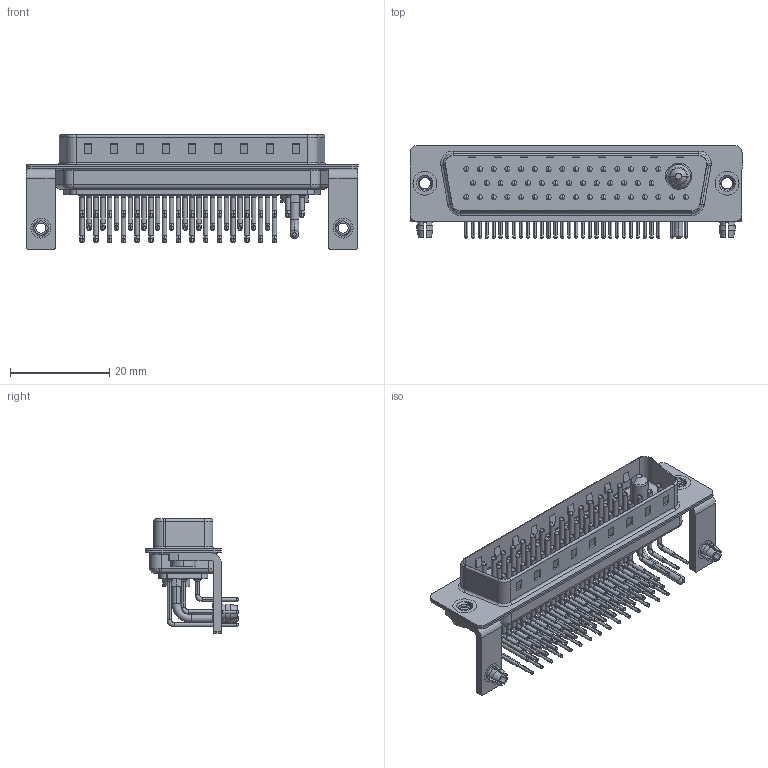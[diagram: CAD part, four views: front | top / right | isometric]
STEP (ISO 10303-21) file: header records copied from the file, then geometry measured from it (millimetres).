
FILE_DESCRIPTION (( 'STEP AP203' ), '1' );
FILE_NAME ('629-47W1640-1TB.STEP', '2022-05-19T04:40:29', ( '' ), ( '' ), 'SwSTEP 2.0', 'SolidWorks 2020', '' );
FILE_SCHEMA (( 'CONFIG_CONTROL_DESIGN' ));
Length unit declared in the file: millimetre
Products named in the file (11): 629Combo Contact Row 1_50 Contacts; 629Combo Board Lock_50 Contacts; 629Combo Housing_47W1; 629-47W1640-1TB; 629Combo Contact Row 3; Power Pin_10A RA 50; 629Combo Threaded Rivet_2; 629Combo Shell Rear_50 Contacts; 629Combo Shell Front_50 Contacts; 629Combo Contact Row 2_50 Contacts; 629Combo Stabilizer Bracket_50 Contacts
Assembly tree (56 placements, depth 2):
  629-47W1640-1TB
    629Combo Housing_47W1
    629Combo Shell Rear_50 Contacts
    629Combo Shell Front_50 Contacts
    629Combo Threaded Rivet_2  x2
    629Combo Stabilizer Bracket_50 Contacts  x2
    629Combo Board Lock_50 Contacts  x2
    Power Pin_10A RA 50
    629Combo Contact Row 1_50 Contacts  x15
    629Combo Contact Row 2_50 Contacts  x14
    629Combo Contact Row 3  x17
Bounding box: 67 x 18.8 x 23.1 mm (x, y, z)
Volume: 5465 mm3; surface area: 13665 mm2
Topology: 57 solids, 57 shells, 5655 faces, 15811 edges, 10288 vertices
Faces by surface type: plane 3225, cylinder 1874, bspline 283, cone 219, torus 54
Entity records: 39883 total; most frequent: CARTESIAN_POINT 7985, DIRECTION 6499, ORIENTED_EDGE 5892, EDGE_CURVE 2946, AXIS2_PLACEMENT_3D 2409, VERTEX_POINT 1916, LINE 1681, VECTOR 1681
